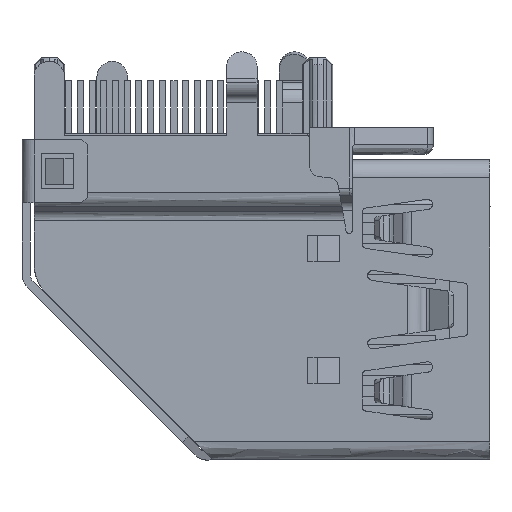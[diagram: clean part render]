
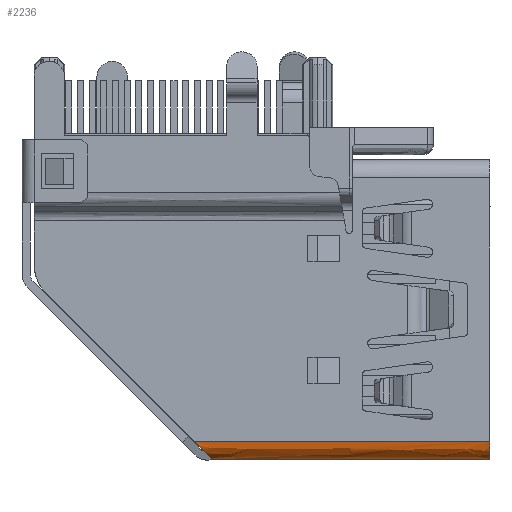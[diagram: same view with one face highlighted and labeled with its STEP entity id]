
A CAD part, left-side view. The second image highlights one B-rep face of the part: STEP entity #2236.
In plain terms, the highlighted free-form (B-spline) face has degree [2, 1] with [3, 2] control points.
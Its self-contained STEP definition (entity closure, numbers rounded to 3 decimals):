
#169 = VERTEX_POINT('',#170);
#170 = CARTESIAN_POINT('',(2.675,6.5,0.));
#176 = EDGE_CURVE('',#169,#177,#179,.T.);
#177 = VERTEX_POINT('',#178);
#178 = CARTESIAN_POINT('',(1.775,7.4,0.));
#179 = B_SPLINE_CURVE_WITH_KNOTS('',3,(#180,#181,#182,#183,#184,#185,
    #186,#187,#188,#189,#190,#191,#192,#193,#194,#195,#196,#197,#198,
    #199,#200,#201,#202,#203,#204,#205,#206,#207),.UNSPECIFIED.,.F.,.F.,
  (4,2,2,2,2,2,2,2,2,2,2,2,2,4),(0.,0.087,0.173,
    0.258,0.341,0.424,0.503,
    0.584,0.665,0.746,0.826,
    0.907,0.99,1.),.UNSPECIFIED.);
#180 = CARTESIAN_POINT('',(2.675,6.5,0.));
#181 = CARTESIAN_POINT('',(2.674,6.539,0.));
#182 = CARTESIAN_POINT('',(2.673,6.578,0.));
#183 = CARTESIAN_POINT('',(2.662,6.656,0.));
#184 = CARTESIAN_POINT('',(2.655,6.695,0.));
#185 = CARTESIAN_POINT('',(2.634,6.771,0.));
#186 = CARTESIAN_POINT('',(2.621,6.809,0.));
#187 = CARTESIAN_POINT('',(2.59,6.883,0.));
#188 = CARTESIAN_POINT('',(2.573,6.919,0.));
#189 = CARTESIAN_POINT('',(2.532,6.988,0.));
#190 = CARTESIAN_POINT('',(2.51,7.022,0.));
#191 = CARTESIAN_POINT('',(2.461,7.083,0.));
#192 = CARTESIAN_POINT('',(2.436,7.112,0.));
#193 = CARTESIAN_POINT('',(2.381,7.167,0.));
#194 = CARTESIAN_POINT('',(2.351,7.193,0.));
#195 = CARTESIAN_POINT('',(2.289,7.24,0.));
#196 = CARTESIAN_POINT('',(2.256,7.262,0.));
#197 = CARTESIAN_POINT('',(2.188,7.301,0.));
#198 = CARTESIAN_POINT('',(2.153,7.318,0.));
#199 = CARTESIAN_POINT('',(2.082,7.347,0.));
#200 = CARTESIAN_POINT('',(2.046,7.359,0.));
#201 = CARTESIAN_POINT('',(1.974,7.379,0.));
#202 = CARTESIAN_POINT('',(1.936,7.386,0.));
#203 = CARTESIAN_POINT('',(1.862,7.397,0.));
#204 = CARTESIAN_POINT('',(1.825,7.399,0.));
#205 = CARTESIAN_POINT('',(1.784,7.4,0.));
#206 = CARTESIAN_POINT('',(1.779,7.4,0.));
#207 = CARTESIAN_POINT('',(1.775,7.4,0.));
#1308 = VERTEX_POINT('',#1309);
#1309 = CARTESIAN_POINT('',(2.675,6.5,-14.6));
#1315 = EDGE_CURVE('',#1308,#169,#1316,.T.);
#1316 = B_SPLINE_CURVE_WITH_KNOTS('',1,(#1317,#1318),.UNSPECIFIED.,.F.,
  .F.,(2,2),(0.,1.),.PIECEWISE_BEZIER_KNOTS.);
#1317 = CARTESIAN_POINT('',(2.675,6.5,-14.6));
#1318 = CARTESIAN_POINT('',(2.675,6.5,0.));
#2236 = ADVANCED_FACE('',(#2237),#2277,.T.);
#2237 = FACE_BOUND('',#2238,.T.);
#2238 = EDGE_LOOP('',(#2239,#2270,#2275,#2276));
#2239 = ORIENTED_EDGE('',*,*,#2240,.T.);
#2240 = EDGE_CURVE('',#1308,#2241,#2243,.T.);
#2241 = VERTEX_POINT('',#2242);
#2242 = CARTESIAN_POINT('',(1.775,7.4,-13.7));
#2243 = B_SPLINE_CURVE_WITH_KNOTS('',3,(#2244,#2245,#2246,#2247,#2248,
    #2249,#2250,#2251,#2252,#2253,#2254,#2255,#2256,#2257,#2258,#2259,
    #2260,#2261,#2262,#2263,#2264,#2265,#2266,#2267,#2268,#2269),
  .UNSPECIFIED.,.F.,.F.,(4,2,2,2,2,2,2,2,2,2,2,2,4),(0.,0.128,
    0.254,0.372,0.48,0.575,
    0.657,0.734,0.803,0.864,
    0.922,0.978,1.),.UNSPECIFIED.);
#2244 = CARTESIAN_POINT('',(2.675,6.5,-14.6));
#2245 = CARTESIAN_POINT('',(2.672,6.556,
    -14.544));
#2246 = CARTESIAN_POINT('',(2.67,6.611,
    -14.489));
#2247 = CARTESIAN_POINT('',(2.65,6.719,-14.381)
  );
#2248 = CARTESIAN_POINT('',(2.635,6.772,-14.328
    ));
#2249 = CARTESIAN_POINT('',(2.597,6.871,
    -14.229));
#2250 = CARTESIAN_POINT('',(2.574,6.918,
    -14.182));
#2251 = CARTESIAN_POINT('',(2.523,7.003,
    -14.097));
#2252 = CARTESIAN_POINT('',(2.495,7.043,
    -14.057));
#2253 = CARTESIAN_POINT('',(2.436,7.113,-13.987
    ));
#2254 = CARTESIAN_POINT('',(2.405,7.144,
    -13.956));
#2255 = CARTESIAN_POINT('',(2.343,7.199,
    -13.901));
#2256 = CARTESIAN_POINT('',(2.313,7.223,
    -13.877));
#2257 = CARTESIAN_POINT('',(2.25,7.266,
    -13.834));
#2258 = CARTESIAN_POINT('',(2.217,7.286,
    -13.814));
#2259 = CARTESIAN_POINT('',(2.152,7.318,
    -13.782));
#2260 = CARTESIAN_POINT('',(2.12,7.333,
    -13.767));
#2261 = CARTESIAN_POINT('',(2.057,7.356,
    -13.744));
#2262 = CARTESIAN_POINT('',(2.026,7.365,
    -13.735));
#2263 = CARTESIAN_POINT('',(1.964,7.381,
    -13.719));
#2264 = CARTESIAN_POINT('',(1.933,7.387,
    -13.713));
#2265 = CARTESIAN_POINT('',(1.872,7.395,
    -13.705));
#2266 = CARTESIAN_POINT('',(1.842,7.398,
    -13.702));
#2267 = CARTESIAN_POINT('',(1.799,7.4,
    -13.7));
#2268 = CARTESIAN_POINT('',(1.787,7.4,
    -13.7));
#2269 = CARTESIAN_POINT('',(1.775,7.4,-13.7));
#2270 = ORIENTED_EDGE('',*,*,#2271,.T.);
#2271 = EDGE_CURVE('',#2241,#177,#2272,.T.);
#2272 = B_SPLINE_CURVE_WITH_KNOTS('',1,(#2273,#2274),.UNSPECIFIED.,.F.,
  .F.,(2,2),(0.,1.),.PIECEWISE_BEZIER_KNOTS.);
#2273 = CARTESIAN_POINT('',(1.775,7.4,-13.7));
#2274 = CARTESIAN_POINT('',(1.775,7.4,0.));
#2275 = ORIENTED_EDGE('',*,*,#176,.F.);
#2276 = ORIENTED_EDGE('',*,*,#1315,.F.);
#2277 = ( BOUNDED_SURFACE() B_SPLINE_SURFACE(2,1,(
    (#2278,#2279)
    ,(#2280,#2281)
    ,(#2282,#2283
)),.UNSPECIFIED.,.F.,.F.,.F.) B_SPLINE_SURFACE_WITH_KNOTS((3,3),(2,2),(
    3.6,5.4),(0.,17.522),.PIECEWISE_BEZIER_KNOTS.) 
GEOMETRIC_REPRESENTATION_ITEM() RATIONAL_B_SPLINE_SURFACE((
    (1.,1.)
    ,(0.707,0.707)
,(1.,1.))) REPRESENTATION_ITEM('') SURFACE() );
#2278 = CARTESIAN_POINT('',(2.675,6.5,-16.061));
#2279 = CARTESIAN_POINT('',(2.675,6.5,1.461));
#2280 = CARTESIAN_POINT('',(2.675,7.4,-16.061));
#2281 = CARTESIAN_POINT('',(2.675,7.4,1.461));
#2282 = CARTESIAN_POINT('',(1.775,7.4,-16.061));
#2283 = CARTESIAN_POINT('',(1.775,7.4,1.461));
